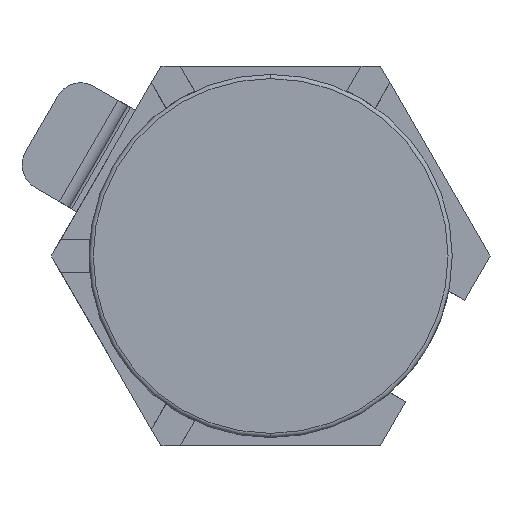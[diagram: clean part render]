
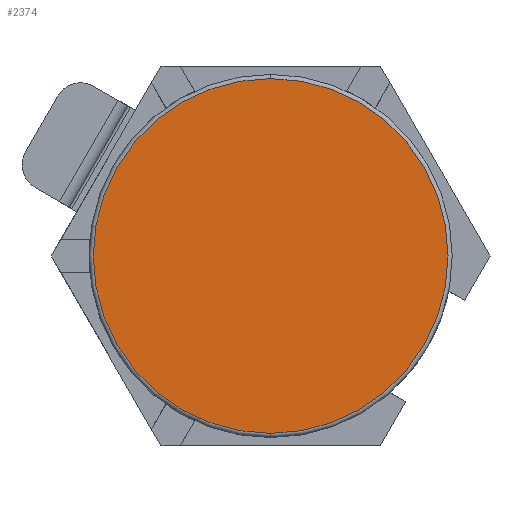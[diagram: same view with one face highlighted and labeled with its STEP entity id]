
A CAD part, front view. The second image highlights one B-rep face of the part: STEP entity #2374.
In plain terms, the highlighted planar face has unit normal (0, -1, 0).
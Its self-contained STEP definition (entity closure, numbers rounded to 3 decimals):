
#3 = DIRECTION ( 'NONE',  ( 0., -1., 0. ) ) ;
#135 = CARTESIAN_POINT ( 'NONE',  ( 0., 0., 10.6 ) ) ;
#1612 = VERTEX_POINT ( 'NONE', #2388 ) ;
#1762 = PLANE ( 'NONE',  #3399 ) ;
#1876 = AXIS2_PLACEMENT_3D ( 'NONE', #3635, #7034, #4795 ) ;
#2334 = CARTESIAN_POINT ( 'NONE',  ( 10.85, 0., 0. ) ) ;
#2374 = ADVANCED_FACE ( 'NONE', ( #4568 ), #1762, .T. ) ;
#2388 = CARTESIAN_POINT ( 'NONE',  ( 0., 0., -10.6 ) ) ;
#2446 = EDGE_CURVE ( 'NONE', #5451, #1612, #7119, .T. ) ;
#2968 = DIRECTION ( 'NONE',  ( 0., -1., 0. ) ) ;
#3295 = EDGE_CURVE ( 'NONE', #1612, #5451, #5939, .T. ) ;
#3399 = AXIS2_PLACEMENT_3D ( 'NONE', #2334, #3, #6842 ) ;
#3635 = CARTESIAN_POINT ( 'NONE',  ( 0., 0., 0. ) ) ;
#3679 = ORIENTED_EDGE ( 'NONE', *, *, #2446, .T. ) ;
#3986 = AXIS2_PLACEMENT_3D ( 'NONE', #5809, #2968, #5847 ) ;
#4568 = FACE_OUTER_BOUND ( 'NONE', #5637, .T. ) ;
#4795 = DIRECTION ( 'NONE',  ( 0., 0., -1. ) ) ;
#5451 = VERTEX_POINT ( 'NONE', #135 ) ;
#5637 = EDGE_LOOP ( 'NONE', ( #6805, #3679 ) ) ;
#5809 = CARTESIAN_POINT ( 'NONE',  ( 0., 0., 0. ) ) ;
#5847 = DIRECTION ( 'NONE',  ( 0., 0., -1. ) ) ;
#5939 = CIRCLE ( 'NONE', #1876, 10.6 ) ;
#6805 = ORIENTED_EDGE ( 'NONE', *, *, #3295, .T. ) ;
#6842 = DIRECTION ( 'NONE',  ( 0., 0., -1. ) ) ;
#7034 = DIRECTION ( 'NONE',  ( 0., -1., 0. ) ) ;
#7119 = CIRCLE ( 'NONE', #3986, 10.6 ) ;
